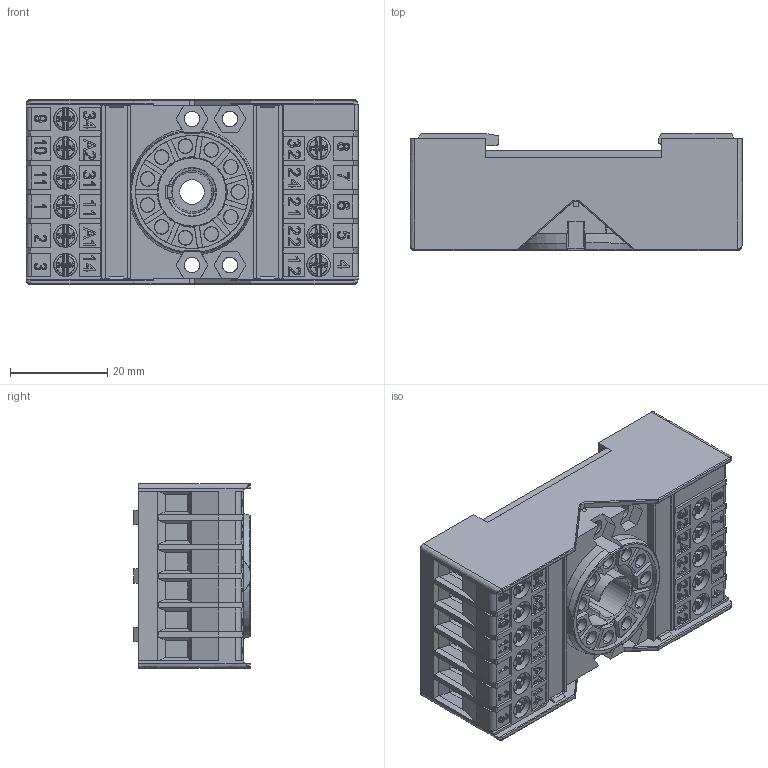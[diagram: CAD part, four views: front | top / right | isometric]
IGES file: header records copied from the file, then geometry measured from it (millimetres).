
Start section: SolidWorks IGES file using analytic representation for surfaces
Global section: file name: PZ11.IGS; native system: SolidWorks 2012; preprocessor: SolidWorks 2012; author: pikusl; date: 141022.112842; units: millimetre
Bounding box: 68.2 x 24 x 38 mm (x, y, z)
Surface area: 27151.8 mm2 (no closed solid volume)
Topology: 0 solids, 0 shells, 3046 faces, 24621 edges, 24561 vertices
Faces by surface type: bspline 2337, revolution 709
